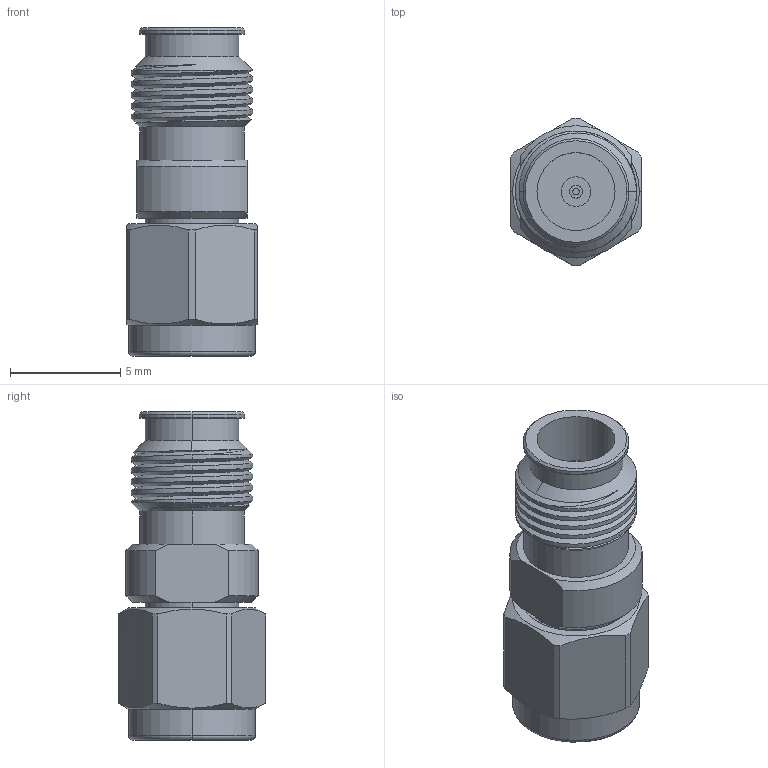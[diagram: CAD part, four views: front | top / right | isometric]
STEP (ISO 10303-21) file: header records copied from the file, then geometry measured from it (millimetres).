
FILE_DESCRIPTION (( 'STEP AP203' ), '1' );
FILE_NAME ('CT-EF1M-LN2.STEP', '2020-09-25T19:54:24', ( '' ), ( '' ), 'SwSTEP 2.0', 'SolidWorks 2020', '' );
FILE_SCHEMA (( 'CONFIG_CONTROL_DESIGN' ));
Length unit declared in the file: inch
Products named in the file (5): ____3.STEP; ____2.STEP; CT-EF1M-LN2; 1.0-1.35-K034.STEP; 1.35-1.0-KJ-S.STEP
Assembly tree (4 placements, depth 3):
  CT-EF1M-LN2
    1.35-1.0-KJ-S.STEP
      1.0-1.35-K034.STEP
      ____2.STEP
      ____3.STEP
Bounding box: 5.94 x 6.7 x 14.9 mm (x, y, z)
Volume: 303.3 mm3; surface area: 585.8 mm2
Topology: 3 solids, 3 shells, 122 faces, 278 edges, 177 vertices
Faces by surface type: cylinder 60, plane 31, cone 25, torus 4, bspline 2
Entity records: 5239 total; most frequent: CARTESIAN_POINT 1968, DIRECTION 608, ORIENTED_EDGE 556, EDGE_CURVE 278, AXIS2_PLACEMENT_3D 255, VERTEX_POINT 177, EDGE_LOOP 139, CIRCLE 127
